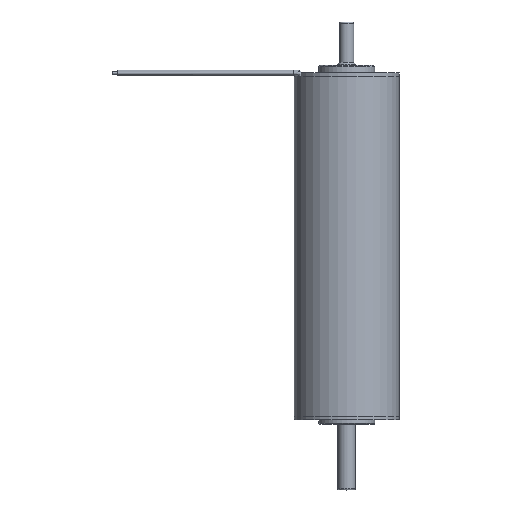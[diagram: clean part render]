
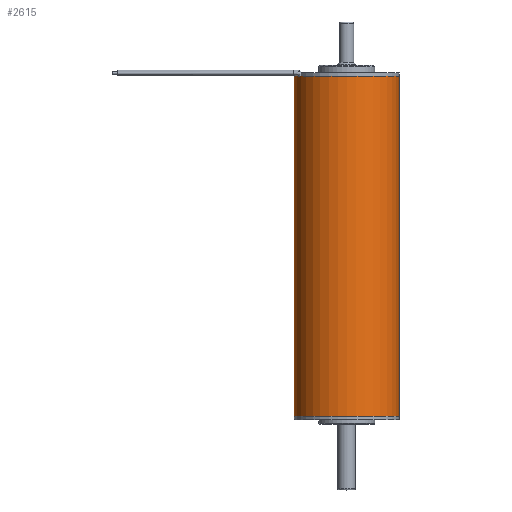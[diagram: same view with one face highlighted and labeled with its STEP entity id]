
A CAD part, top view. The second image highlights one B-rep face of the part: STEP entity #2615.
In plain terms, the highlighted cylindrical face has radius 15 mm (diameter 30 mm), a full revolution.
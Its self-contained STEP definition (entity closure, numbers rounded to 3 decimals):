
#1194 = CARTESIAN_POINT ( 'NONE',  ( 0., 0., 0. ) ) ;
#2539 = DIRECTION ( 'NONE',  ( 0., 1., 0. ) ) ;
#2615 = ADVANCED_FACE ( 'NONE', ( #8629, #12977 ), #13954, .T. ) ;
#2667 = DIRECTION ( 'NONE',  ( 0., 0., 1. ) ) ;
#2717 = AXIS2_PLACEMENT_3D ( 'NONE', #3815, #4759, #6837 ) ;
#3323 = CARTESIAN_POINT ( 'NONE',  ( 0., 0., 15. ) ) ;
#3419 = EDGE_CURVE ( 'NONE', #11759, #11759, #8349, .T. ) ;
#3814 = AXIS2_PLACEMENT_3D ( 'NONE', #1194, #11848, #8762 ) ;
#3815 = CARTESIAN_POINT ( 'NONE',  ( 0., 0., 0. ) ) ;
#3884 = EDGE_LOOP ( 'NONE', ( #8125 ) ) ;
#4382 = VERTEX_POINT ( 'NONE', #3323 ) ;
#4592 = EDGE_CURVE ( 'NONE', #4382, #4382, #13140, .T. ) ;
#4759 = DIRECTION ( 'NONE',  ( 0., 1., 0. ) ) ;
#5073 = EDGE_LOOP ( 'NONE', ( #9700 ) ) ;
#6837 = DIRECTION ( 'NONE',  ( 0., 0., 1. ) ) ;
#8125 = ORIENTED_EDGE ( 'NONE', *, *, #4592, .F. ) ;
#8349 = CIRCLE ( 'NONE', #12664, 15. ) ;
#8629 = FACE_OUTER_BOUND ( 'NONE', #3884, .T. ) ;
#8762 = DIRECTION ( 'NONE',  ( 0., 0., 1. ) ) ;
#9700 = ORIENTED_EDGE ( 'NONE', *, *, #3419, .T. ) ;
#10898 = CARTESIAN_POINT ( 'NONE',  ( 0., -97., 15. ) ) ;
#11759 = VERTEX_POINT ( 'NONE', #10898 ) ;
#11848 = DIRECTION ( 'NONE',  ( 0., 1., 0. ) ) ;
#12664 = AXIS2_PLACEMENT_3D ( 'NONE', #13434, #2539, #2667 ) ;
#12977 = FACE_OUTER_BOUND ( 'NONE', #5073, .T. ) ;
#13140 = CIRCLE ( 'NONE', #2717, 15. ) ;
#13434 = CARTESIAN_POINT ( 'NONE',  ( 0., -97., 0. ) ) ;
#13954 = CYLINDRICAL_SURFACE ( 'NONE', #3814, 15. ) ;
